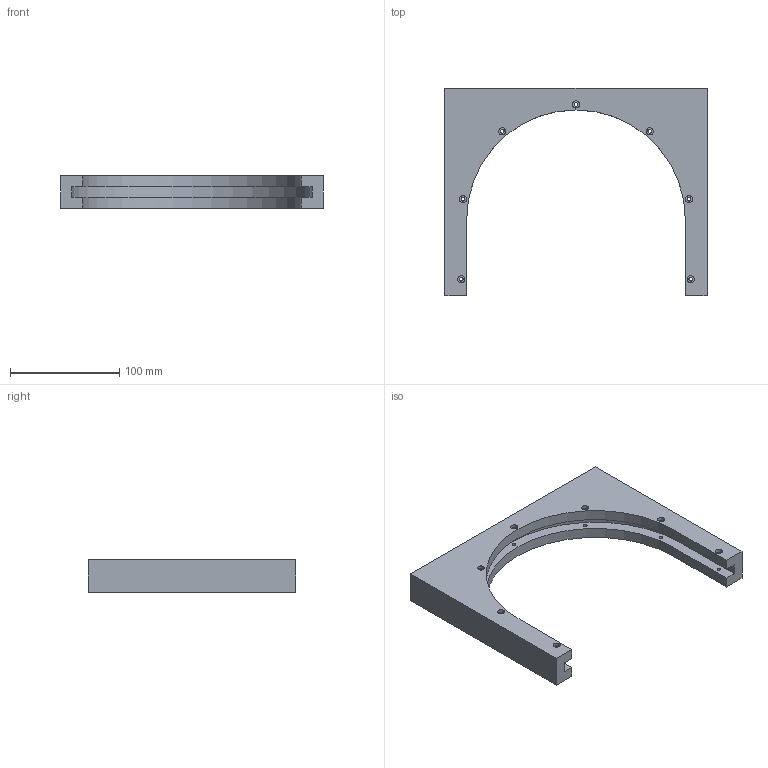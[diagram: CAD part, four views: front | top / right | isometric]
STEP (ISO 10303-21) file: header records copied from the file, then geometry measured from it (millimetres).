
FILE_DESCRIPTION (( 'STEP AP214' ), '1' );
FILE_NAME ('PLA chassis mount.STEP', '2025-10-26T22:50:39', ( '' ), ( '' ), 'SwSTEP 2.0', 'SolidWorks 2025', '' );
FILE_SCHEMA (( 'AUTOMOTIVE_DESIGN' ));
Length unit declared in the file: millimetre
Products named in the file (1): PLA chassis mount
Bounding box: 240.4 x 190 x 30 mm (x, y, z)
Volume: 427487.4 mm3; surface area: 76179.7 mm2
Topology: 1 solids, 1 shells, 67 faces, 174 edges, 116 vertices
Faces by surface type: cylinder 45, plane 22
Entity records: 2177 total; most frequent: DIRECTION 400, CARTESIAN_POINT 358, ORIENTED_EDGE 348, EDGE_CURVE 174, AXIS2_PLACEMENT_3D 158, VERTEX_POINT 116, EDGE_LOOP 102, CIRCLE 90
